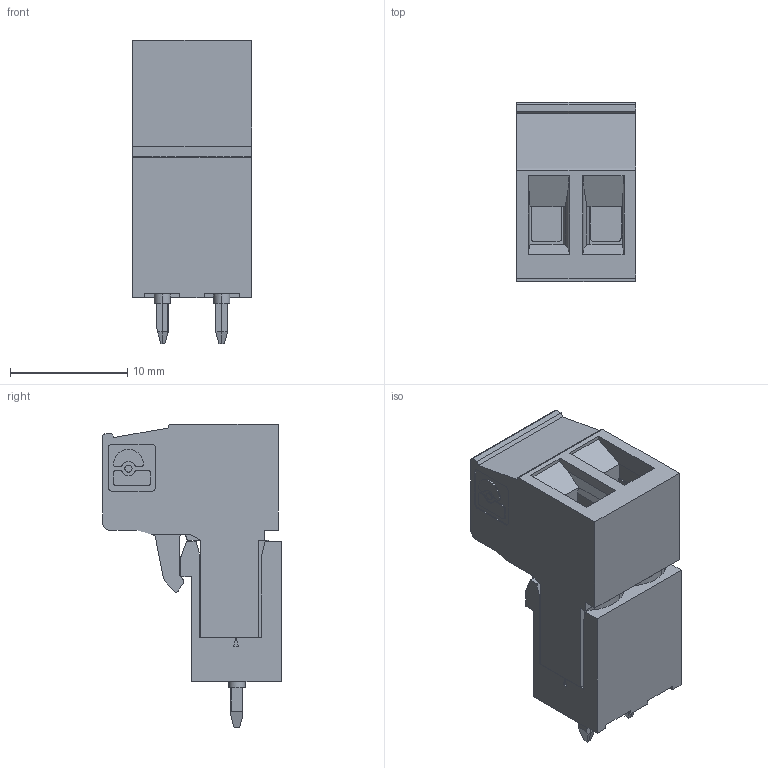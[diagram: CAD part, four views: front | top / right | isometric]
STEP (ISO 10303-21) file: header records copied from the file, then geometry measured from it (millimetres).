
FILE_DESCRIPTION(('FreeCAD Model'),'2;1');
FILE_NAME('Fusion.step', '2017-03-01T21:33:34',('Author'),(''), 'Open CASCADE STEP processor 6.8','FreeCAD','Unknown');
FILE_SCHEMA(('AUTOMOTIVE_DESIGN_CC2 { 1 2 10303 214 -1 1 5 4 }'));
Length unit declared in the file: millimetre
Products named in the file (2): ASSEMBLY; Fusion
Assembly tree (1 placements, depth 2):
  ASSEMBLY
    Fusion
Bounding box: 10.17 x 15.26 x 25.9 mm (x, y, z)
Volume: 2131.1 mm3; surface area: 2012.6 mm2
Topology: 1 solids, 8 shells, 397 faces, 976 edges, 615 vertices
Faces by surface type: plane 295, cylinder 90, sphere 8, cone 4
Entity records: 36973 total; most frequent: CARTESIAN_POINT 15047, DIRECTION 3438, ORIENTED_EDGE 1952, PCURVE 1952, DEFINITIONAL_REPRESENTATION 1952, LINE 1930, VECTOR 1930, EDGE_CURVE 976
